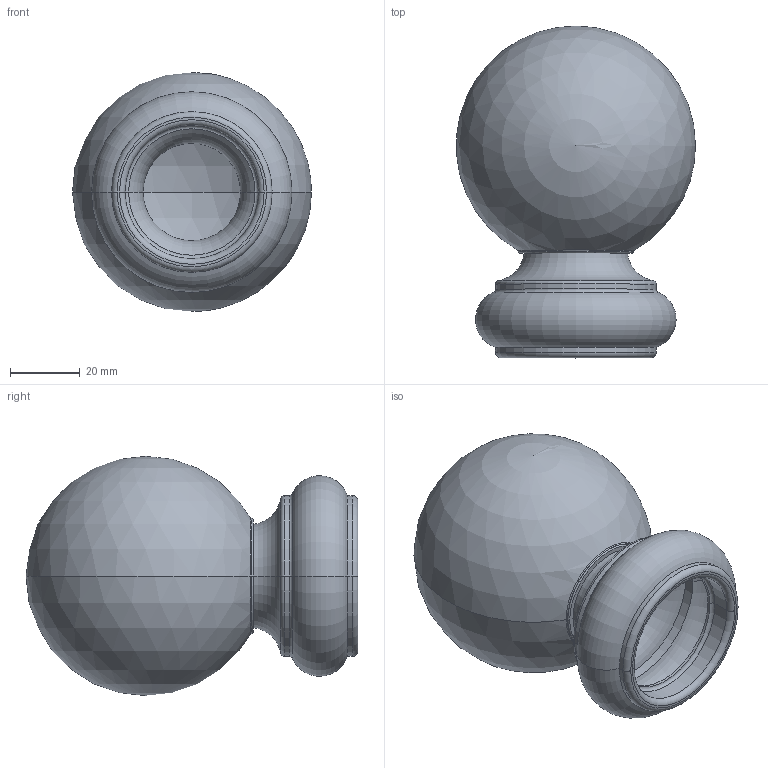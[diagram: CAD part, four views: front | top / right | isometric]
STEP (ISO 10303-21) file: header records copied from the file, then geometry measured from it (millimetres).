
FILE_DESCRIPTION (( 'STEP AP214' ), '1' );
FILE_NAME ('àðò. KRT103.STEP', '2014-05-26T10:08:24', ( '' ), ( '' ), 'SwSTEP 2.0', 'SolidWorks 2014', '' );
FILE_SCHEMA (( 'AUTOMOTIVE_DESIGN' ));
Length unit declared in the file: millimetre
Products named in the file (1): àðò. KRT103
Bounding box: 68.41 x 95 x 68.5 mm (x, y, z)
Volume: 16522.8 mm3; surface area: 41350.4 mm2
Topology: 1 solids, 1 shells, 54 faces, 116 edges, 64 vertices
Faces by surface type: torus 30, cylinder 16, sphere 4, plane 4
Entity records: 1430 total; most frequent: DIRECTION 306, CARTESIAN_POINT 219, ORIENTED_EDGE 212, AXIS2_PLACEMENT_3D 145, EDGE_CURVE 106, CIRCLE 90, VERTEX_POINT 58, EDGE_LOOP 58
